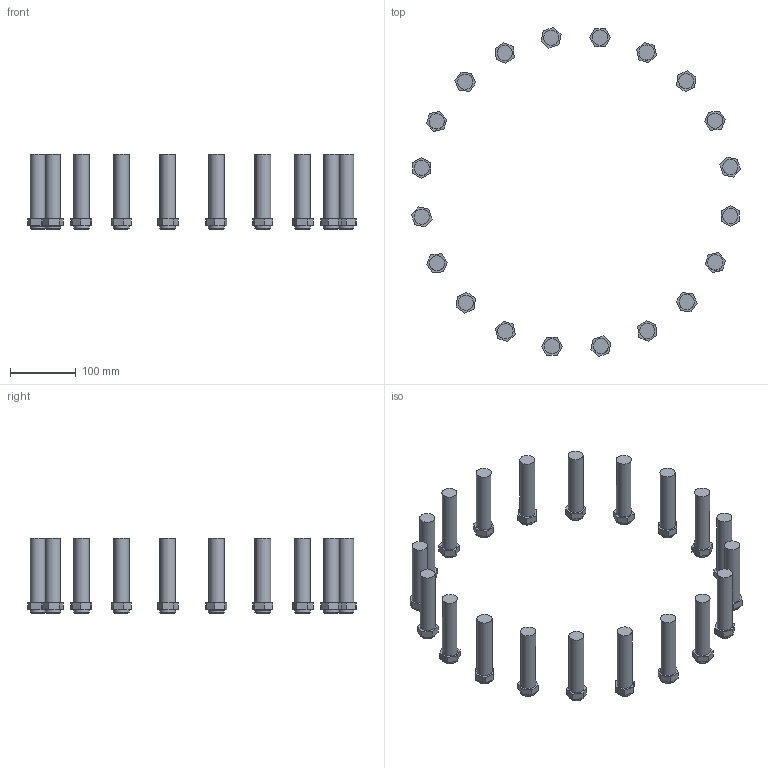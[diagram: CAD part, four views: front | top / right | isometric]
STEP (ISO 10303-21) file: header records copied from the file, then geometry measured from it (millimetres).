
FILE_DESCRIPTION( ( '' ), ' ' );
FILE_NAME( '5dfa4d054e01b0126b942a24.step', '2019-12-18T16:00:05', ( '' ), ( '' ), ' ', ' ', ' ' );
FILE_SCHEMA( ( 'AUTOMOTIVE_DESIGN { 1 0 10303 214 1 1 1 1 }' ) );
Length unit declared in the file: metre
Products named in the file (20): Part 49; Part 48; Part 41; Part 39; Part 31; Part 45; Part 47; Part 50; Part 46; Part 42; Part 43; Part 40; Part 34; Part 32; Part 44; Part 33; Part 35; Part 36; Part 37; Part 38
Bounding box: 499.73 x 499.73 x 114.56 mm (x, y, z)
Volume: 1002918.2 mm3; surface area: 195055.6 mm2
Topology: 20 solids, 20 shells, 262 faces, 564 edges, 382 vertices
Faces by surface type: plane 200, cylinder 40, cone 22
Full cylindrical faces by diameter (mm): 23.05 x40
Entity records: 8706 total; most frequent: DIRECTION 1128, CARTESIAN_POINT 1086, ORIENTED_EDGE 924, EDGE_CURVE 462, AXIS2_PLACEMENT_3D 384, EDGE_LOOP 364, LINE 360, VECTOR 360
